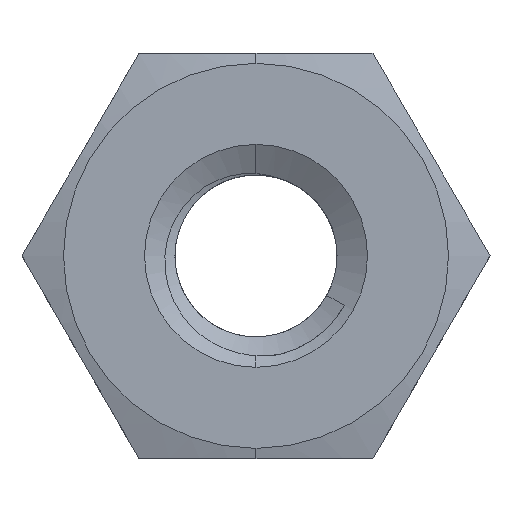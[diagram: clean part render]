
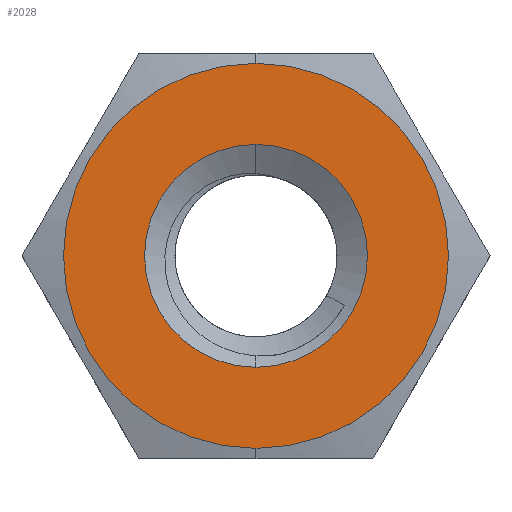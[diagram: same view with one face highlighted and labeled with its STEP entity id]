
A CAD part, top view. The second image highlights one B-rep face of the part: STEP entity #2028.
In plain terms, the highlighted planar face has unit normal (0, 0, 1).
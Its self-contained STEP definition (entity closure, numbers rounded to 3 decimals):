
#15 = VERTEX_POINT ( 'NONE', #66 ) ;
#59 = DIRECTION ( 'NONE',  ( 0., 0., -1. ) ) ;
#66 = CARTESIAN_POINT ( 'NONE',  ( 0., 1.9, 1.6 ) ) ;
#115 = CARTESIAN_POINT ( 'NONE',  ( 0., 0., 1.6 ) ) ;
#165 = EDGE_CURVE ( 'NONE', #1875, #332, #1950, .T. ) ;
#253 = ORIENTED_EDGE ( 'NONE', *, *, #689, .T. ) ;
#257 = DIRECTION ( 'NONE',  ( 0., 0., 1. ) ) ;
#296 = CARTESIAN_POINT ( 'NONE',  ( 0., 0., 1.6 ) ) ;
#332 = VERTEX_POINT ( 'NONE', #1793 ) ;
#451 = DIRECTION ( 'NONE',  ( 0., 1., 0. ) ) ;
#466 = EDGE_LOOP ( 'NONE', ( #253, #1280 ) ) ;
#491 = DIRECTION ( 'NONE',  ( 0., 1., 0. ) ) ;
#553 = AXIS2_PLACEMENT_3D ( 'NONE', #2027, #1871, #451 ) ;
#624 = CIRCLE ( 'NONE', #553, 1.9 ) ;
#689 = EDGE_CURVE ( 'NONE', #15, #1467, #1790, .T. ) ;
#787 = DIRECTION ( 'NONE',  ( 0., -1., 0. ) ) ;
#817 = CARTESIAN_POINT ( 'NONE',  ( 0., -1.9, 1.6 ) ) ;
#855 = AXIS2_PLACEMENT_3D ( 'NONE', #1915, #1601, #491 ) ;
#882 = AXIS2_PLACEMENT_3D ( 'NONE', #296, #59, #1787 ) ;
#923 = DIRECTION ( 'NONE',  ( 1., 0., 0. ) ) ;
#994 = AXIS2_PLACEMENT_3D ( 'NONE', #1893, #1742, #787 ) ;
#1009 = FACE_BOUND ( 'NONE', #1475, .T. ) ;
#1128 = CIRCLE ( 'NONE', #882, 1.1 ) ;
#1280 = ORIENTED_EDGE ( 'NONE', *, *, #1534, .T. ) ;
#1467 = VERTEX_POINT ( 'NONE', #817 ) ;
#1475 = EDGE_LOOP ( 'NONE', ( #1603, #1701 ) ) ;
#1490 = PLANE ( 'NONE',  #1822 ) ;
#1534 = EDGE_CURVE ( 'NONE', #1467, #15, #624, .T. ) ;
#1550 = EDGE_CURVE ( 'NONE', #332, #1875, #1128, .T. ) ;
#1601 = DIRECTION ( 'NONE',  ( 0., 0., 1. ) ) ;
#1603 = ORIENTED_EDGE ( 'NONE', *, *, #165, .T. ) ;
#1651 = FACE_OUTER_BOUND ( 'NONE', #466, .T. ) ;
#1701 = ORIENTED_EDGE ( 'NONE', *, *, #1550, .T. ) ;
#1742 = DIRECTION ( 'NONE',  ( 0., 0., -1. ) ) ;
#1787 = DIRECTION ( 'NONE',  ( 0., -1., 0. ) ) ;
#1790 = CIRCLE ( 'NONE', #855, 1.9 ) ;
#1793 = CARTESIAN_POINT ( 'NONE',  ( 0., 1.1, 1.6 ) ) ;
#1822 = AXIS2_PLACEMENT_3D ( 'NONE', #115, #257, #923 ) ;
#1871 = DIRECTION ( 'NONE',  ( 0., 0., 1. ) ) ;
#1875 = VERTEX_POINT ( 'NONE', #1987 ) ;
#1893 = CARTESIAN_POINT ( 'NONE',  ( 0., 0., 1.6 ) ) ;
#1915 = CARTESIAN_POINT ( 'NONE',  ( 0., 0., 1.6 ) ) ;
#1950 = CIRCLE ( 'NONE', #994, 1.1 ) ;
#1987 = CARTESIAN_POINT ( 'NONE',  ( 0., -1.1, 1.6 ) ) ;
#2027 = CARTESIAN_POINT ( 'NONE',  ( 0., 0., 1.6 ) ) ;
#2028 = ADVANCED_FACE ( 'NONE', ( #1009, #1651 ), #1490, .T. ) ;
